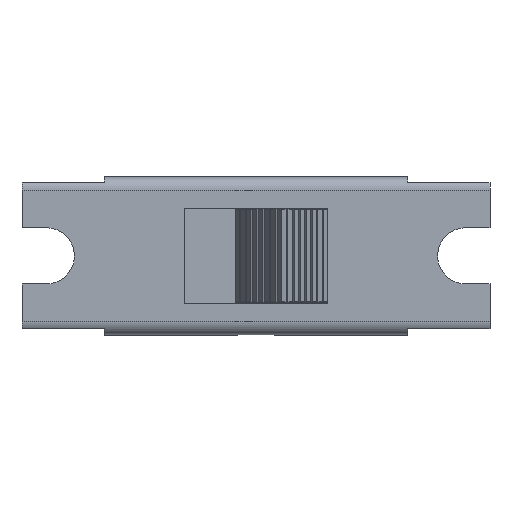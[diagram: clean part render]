
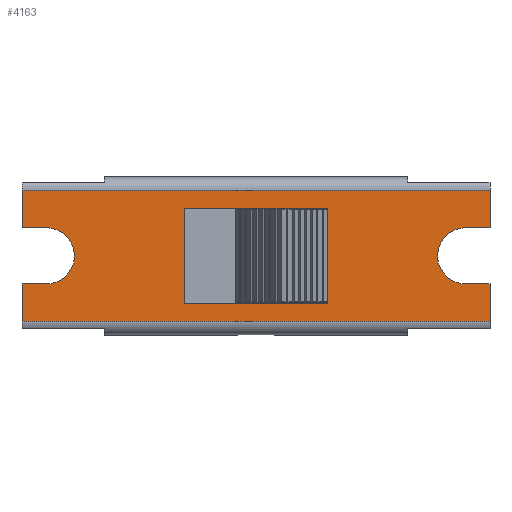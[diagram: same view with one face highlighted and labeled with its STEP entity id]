
A CAD part, top view. The second image highlights one B-rep face of the part: STEP entity #4163.
In plain terms, the highlighted planar face has unit normal (0, 0, 1).
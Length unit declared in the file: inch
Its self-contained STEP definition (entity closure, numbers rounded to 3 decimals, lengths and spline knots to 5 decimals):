
#2098=CARTESIAN_POINT('',(0.11811,0.07598,0.25));
#2099=VERTEX_POINT('',#2098);
#2100=CARTESIAN_POINT('',(0.11811,-0.07598,0.25));
#2101=VERTEX_POINT('',#2100);
#2102=CARTESIAN_POINT('',(0.11811,0.07598,0.25));
#2103=DIRECTION('',(0.0,-1.0,0.0));
#2104=VECTOR('',#2103,0.15197);
#2105=LINE('',#2102,#2104);
#2106=EDGE_CURVE('',#2099,#2101,#2105,.T.);
#3257=CARTESIAN_POINT('',(0.11811,0.07874,0.25));
#3258=VERTEX_POINT('',#3257);
#3259=CARTESIAN_POINT('',(0.11811,0.07874,0.25));
#3260=DIRECTION('',(0.0,-1.0,0.0));
#3261=VECTOR('',#3260,0.00276);
#3262=LINE('',#3259,#3261);
#3263=EDGE_CURVE('',#3258,#2099,#3262,.T.);
#3746=CARTESIAN_POINT('',(-0.38504,0.10787,0.25));
#3747=VERTEX_POINT('',#3746);
#3755=CARTESIAN_POINT('',(0.38504,0.10787,0.25));
#3756=VERTEX_POINT('',#3755);
#3757=CARTESIAN_POINT('',(-0.38504,0.10787,0.25));
#3758=DIRECTION('',(1.0,0.0,0.0));
#3759=VECTOR('',#3758,0.77008);
#3760=LINE('',#3757,#3759);
#3761=EDGE_CURVE('',#3747,#3756,#3760,.T.);
#3967=CARTESIAN_POINT('',(0.38504,-0.10787,0.25));
#3968=VERTEX_POINT('',#3967);
#3976=CARTESIAN_POINT('',(-0.38504,-0.10787,0.25));
#3977=VERTEX_POINT('',#3976);
#3978=CARTESIAN_POINT('',(0.38504,-0.10787,0.25));
#3979=DIRECTION('',(-1.0,0.0,0.0));
#3980=VECTOR('',#3979,0.77008);
#3981=LINE('',#3978,#3980);
#3982=EDGE_CURVE('',#3968,#3977,#3981,.T.);
#4030=CARTESIAN_POINT('',(-0.38504,-0.04626,0.25));
#4031=VERTEX_POINT('',#4030);
#4032=CARTESIAN_POINT('',(-0.38504,-0.10787,0.25));
#4033=DIRECTION('',(0.0,1.0,0.0));
#4034=VECTOR('',#4033,0.06161);
#4035=LINE('',#4032,#4034);
#4036=EDGE_CURVE('',#3977,#4031,#4035,.T.);
#4049=CARTESIAN_POINT('',(-0.42354,-0.11866,0.25));
#4050=DIRECTION('',(0.0,0.0,1.0));
#4051=DIRECTION('',(1.0,0.0,0.0));
#4052=AXIS2_PLACEMENT_3D('',#4049,#4050,#4051);
#4053=PLANE('',#4052);
#4054=ORIENTED_EDGE('',*,*,#3761,.F.);
#4055=CARTESIAN_POINT('',(-0.38504,0.04626,0.25));
#4056=VERTEX_POINT('',#4055);
#4057=CARTESIAN_POINT('',(-0.38504,0.04626,0.25));
#4058=DIRECTION('',(0.0,1.0,0.0));
#4059=VECTOR('',#4058,0.06161);
#4060=LINE('',#4057,#4059);
#4061=EDGE_CURVE('',#4056,#3747,#4060,.T.);
#4062=ORIENTED_EDGE('',*,*,#4061,.F.);
#4063=CARTESIAN_POINT('',(-0.34508,0.04626,0.25));
#4064=VERTEX_POINT('',#4063);
#4065=CARTESIAN_POINT('',(-0.34508,0.04626,0.25));
#4066=DIRECTION('',(-1.0,0.0,0.0));
#4067=VECTOR('',#4066,0.03996);
#4068=LINE('',#4065,#4067);
#4069=EDGE_CURVE('',#4064,#4056,#4068,.T.);
#4070=ORIENTED_EDGE('',*,*,#4069,.F.);
#4071=CARTESIAN_POINT('',(-0.34508,-0.04626,0.25));
#4072=VERTEX_POINT('',#4071);
#4073=CARTESIAN_POINT('',(-0.34508,0.0,0.25));
#4074=DIRECTION('',(0.0,0.0,1.0));
#4075=DIRECTION('',(0.0,-1.0,0.0));
#4076=AXIS2_PLACEMENT_3D('',#4073,#4074,#4075);
#4077=CIRCLE('',#4076,0.04626);
#4078=EDGE_CURVE('',#4072,#4064,#4077,.T.);
#4079=ORIENTED_EDGE('',*,*,#4078,.F.);
#4080=CARTESIAN_POINT('',(-0.38504,-0.04626,0.25));
#4081=DIRECTION('',(1.0,0.0,0.0));
#4082=VECTOR('',#4081,0.03996);
#4083=LINE('',#4080,#4082);
#4084=EDGE_CURVE('',#4031,#4072,#4083,.T.);
#4085=ORIENTED_EDGE('',*,*,#4084,.F.);
#4086=ORIENTED_EDGE('',*,*,#4036,.F.);
#4087=ORIENTED_EDGE('',*,*,#3982,.F.);
#4088=CARTESIAN_POINT('',(0.38504,-0.04626,0.25));
#4089=VERTEX_POINT('',#4088);
#4090=CARTESIAN_POINT('',(0.38504,-0.04626,0.25));
#4091=DIRECTION('',(0.0,-1.0,0.0));
#4092=VECTOR('',#4091,0.06161);
#4093=LINE('',#4090,#4092);
#4094=EDGE_CURVE('',#4089,#3968,#4093,.T.);
#4095=ORIENTED_EDGE('',*,*,#4094,.F.);
#4096=CARTESIAN_POINT('',(0.34508,-0.04626,0.25));
#4097=VERTEX_POINT('',#4096);
#4098=CARTESIAN_POINT('',(0.34508,-0.04626,0.25));
#4099=DIRECTION('',(1.0,0.0,0.0));
#4100=VECTOR('',#4099,0.03996);
#4101=LINE('',#4098,#4100);
#4102=EDGE_CURVE('',#4097,#4089,#4101,.T.);
#4103=ORIENTED_EDGE('',*,*,#4102,.F.);
#4104=CARTESIAN_POINT('',(0.34508,0.04626,0.25));
#4105=VERTEX_POINT('',#4104);
#4106=CARTESIAN_POINT('',(0.34508,0.0,0.25));
#4107=DIRECTION('',(0.0,0.0,1.0));
#4108=DIRECTION('',(0.0,1.0,0.0));
#4109=AXIS2_PLACEMENT_3D('',#4106,#4107,#4108);
#4110=CIRCLE('',#4109,0.04626);
#4111=EDGE_CURVE('',#4105,#4097,#4110,.T.);
#4112=ORIENTED_EDGE('',*,*,#4111,.F.);
#4113=CARTESIAN_POINT('',(0.38504,0.04626,0.25));
#4114=VERTEX_POINT('',#4113);
#4115=CARTESIAN_POINT('',(0.38504,0.04626,0.25));
#4116=DIRECTION('',(-1.0,0.0,0.0));
#4117=VECTOR('',#4116,0.03996);
#4118=LINE('',#4115,#4117);
#4119=EDGE_CURVE('',#4114,#4105,#4118,.T.);
#4120=ORIENTED_EDGE('',*,*,#4119,.F.);
#4121=CARTESIAN_POINT('',(0.38504,0.10787,0.25));
#4122=DIRECTION('',(0.0,-1.0,0.0));
#4123=VECTOR('',#4122,0.06161);
#4124=LINE('',#4121,#4123);
#4125=EDGE_CURVE('',#3756,#4114,#4124,.T.);
#4126=ORIENTED_EDGE('',*,*,#4125,.F.);
#4127=EDGE_LOOP('',(#4054,#4062,#4070,#4079,#4085,#4086,#4087,#4095,#4103,#4112,#4120,#4126));
#4128=FACE_OUTER_BOUND('',#4127,.T.);
#4129=ORIENTED_EDGE('',*,*,#3263,.T.);
#4130=ORIENTED_EDGE('',*,*,#2106,.T.);
#4131=CARTESIAN_POINT('',(0.11811,-0.07874,0.25));
#4132=VERTEX_POINT('',#4131);
#4133=CARTESIAN_POINT('',(0.11811,-0.07598,0.25));
#4134=DIRECTION('',(0.0,-1.0,0.0));
#4135=VECTOR('',#4134,0.00276);
#4136=LINE('',#4133,#4135);
#4137=EDGE_CURVE('',#2101,#4132,#4136,.T.);
#4138=ORIENTED_EDGE('',*,*,#4137,.T.);
#4139=CARTESIAN_POINT('',(-0.11811,-0.07874,0.25));
#4140=VERTEX_POINT('',#4139);
#4141=CARTESIAN_POINT('',(0.11811,-0.07874,0.25));
#4142=DIRECTION('',(-1.0,0.0,0.0));
#4143=VECTOR('',#4142,0.23622);
#4144=LINE('',#4141,#4143);
#4145=EDGE_CURVE('',#4132,#4140,#4144,.T.);
#4146=ORIENTED_EDGE('',*,*,#4145,.T.);
#4147=CARTESIAN_POINT('',(-0.11811,0.07874,0.25));
#4148=VERTEX_POINT('',#4147);
#4149=CARTESIAN_POINT('',(-0.11811,-0.07874,0.25));
#4150=DIRECTION('',(0.0,1.0,0.0));
#4151=VECTOR('',#4150,0.15748);
#4152=LINE('',#4149,#4151);
#4153=EDGE_CURVE('',#4140,#4148,#4152,.T.);
#4154=ORIENTED_EDGE('',*,*,#4153,.T.);
#4155=CARTESIAN_POINT('',(-0.11811,0.07874,0.25));
#4156=DIRECTION('',(1.0,0.0,0.0));
#4157=VECTOR('',#4156,0.23622);
#4158=LINE('',#4155,#4157);
#4159=EDGE_CURVE('',#4148,#3258,#4158,.T.);
#4160=ORIENTED_EDGE('',*,*,#4159,.T.);
#4161=EDGE_LOOP('',(#4129,#4130,#4138,#4146,#4154,#4160));
#4162=FACE_BOUND('',#4161,.T.);
#4163=ADVANCED_FACE('',(#4128,#4162),#4053,.T.);
